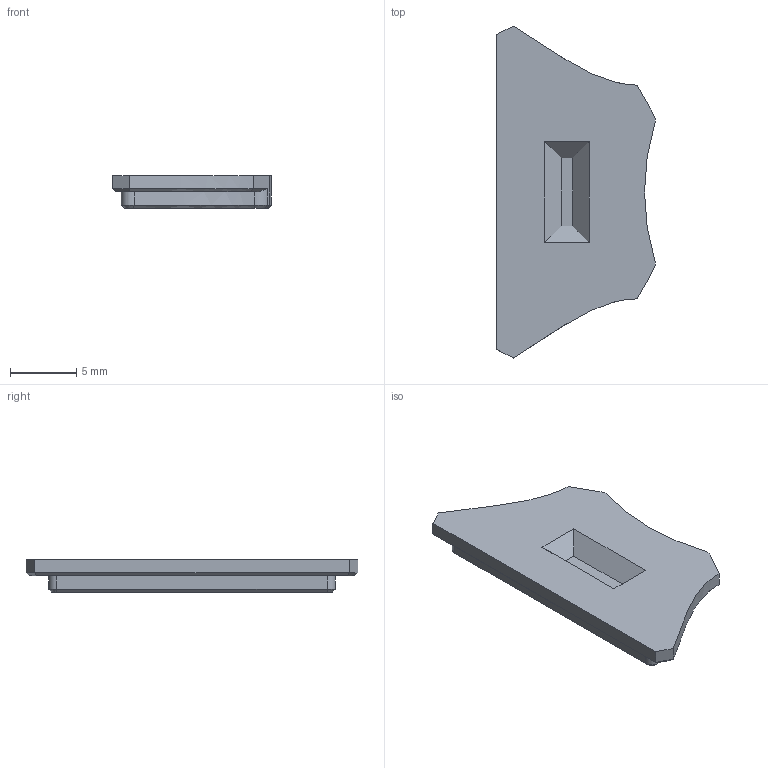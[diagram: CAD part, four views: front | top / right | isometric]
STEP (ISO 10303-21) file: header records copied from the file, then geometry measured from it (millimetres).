
FILE_DESCRIPTION(('HOOPS Exchange Step'),'2;1');
FILE_NAME('transp frames fit.stp','2026-01-24T17:55:05+08:00',('xdlye'),('Unknown organisation'),'HOOPS Exchange 2025.8','HOOPS Exchange','Unknown authorisation');
FILE_SCHEMA( ('AP203_CONFIGURATION_CONTROLLED_3D_DESIGN_OF_MECHANICAL_PARTS_AND_ASSEMBLIES_MIM_LF') );
Length unit declared in the file: millimetre
Products named in the file (1): root
Bounding box: 11.99 x 25.12 x 2.49 mm (x, y, z)
Volume: 486.9 mm3; surface area: 602.8 mm2
Topology: 1 solids, 1 shells, 45 faces, 112 edges, 70 vertices
Faces by surface type: plane 22, bspline 8, cone 8, cylinder 7
Entity records: 1744 total; most frequent: CARTESIAN_POINT 690, ORIENTED_EDGE 228, DIRECTION 193, EDGE_CURVE 114, VERTEX_POINT 72, VECTOR 67, LINE 67, AXIS2_PLACEMENT_3D 63
